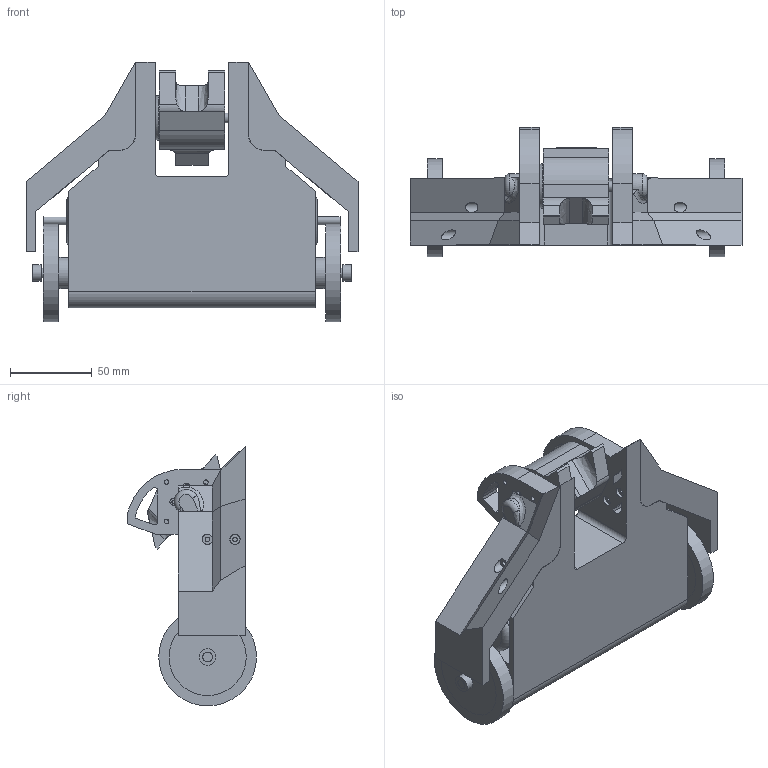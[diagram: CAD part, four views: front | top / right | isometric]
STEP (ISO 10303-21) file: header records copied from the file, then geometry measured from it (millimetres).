
FILE_DESCRIPTION(/* description */ (''),/* implementation_level */ '2;1');
FILE_NAME(/* name */ 'Prottipo Plano A Loc. Tangenciado 2026.step',/* time_stamp */ '2026-02-18T14:08:25-03:00',/* author */ (''),/* organization */ (''),/* preprocessor_version */ 'ST-DEVELOPER v20.1',/* originating_system */ 'Autodesk Translation Framework v14.24.0.0',/* authorisation */ '');
FILE_SCHEMA (('AUTOMOTIVE_DESIGN { 1 0 10303 214 3 1 1 }'));
Length unit declared in the file: millimetre
Products named in the file (17): Prototipo 2; Surpass Hobby BAT 1700Kv; Tattu Funfly 4s 1500mah; FunFly 4S 1550mah; hubmotor prt.2; SURPASS HOBBY 2212 C2830 850KV_ASSY-01; SURPASS HOBBY 2212 C2830 850KV_BRKT-01; SURPASS HOBBY 2212 C2830 850KV_BODY; SURPASS HOBBY 2212 C2830 850KV; eixo retificado; Roda para loc. Tangenciada; ROLAMENTO 626; Surpass Hobby BAT 1700Kv v4(Espelhar) (1); Roda para loc. Tangenciada v12(Espelhar); ROLAMENTO 626 v1(Espelhar); Porca parafuso M6; Porca parafuso M6 v1(Espelhar)
Assembly tree (20 placements, depth 4):
  Prototipo 2
    Surpass Hobby BAT 1700Kv
    Tattu Funfly 4s 1500mah
      FunFly 4S 1550mah
    hubmotor prt.2
      SURPASS HOBBY 2212 C2830 850KV_ASSY-01
        SURPASS HOBBY 2212 C2830 850KV_BRKT-01
        SURPASS HOBBY 2212 C2830 850KV_BODY
        SURPASS HOBBY 2212 C2830 850KV
      ROLAMENTO 626  x2
      eixo retificado
    Roda para loc. Tangenciada
      ROLAMENTO 626  x2
    Surpass Hobby BAT 1700Kv v4(Espelhar) (1)
    Roda para loc. Tangenciada v12(Espelhar)
      ROLAMENTO 626 v1(Espelhar)  x2
    Porca parafuso M6
    Porca parafuso M6 v1(Espelhar)
Bounding box: 203.2 x 79 x 158.98 mm (x, y, z)
Volume: 523522 mm3; surface area: 195190.8 mm2
Topology: 27 solids, 27 shells, 652 faces, 1671 edges, 1075 vertices
Faces by surface type: plane 302, cylinder 284, cone 36, bspline 12, sphere 10, torus 8
Full cylindrical faces by diameter (mm): 1.567 x4, 1.85 x4, 2.459 x4, 2.8 x26, 2.85 x10, 3 x14, 3.2 x8, 4 x4, 5 x4, 6 x14, 6.2 x6, 6.4 x2, 6.5 x2, 9 x2, 10 x7, 10.607 x2, 18.4 x1, 18.5 x2, 19 x6, 23.4 x1, 23.8 x1, 24.4 x2, 27 x1, 27.8 x2, 32.5 x2, 32.9 x2, 47.25 x8, 59.85 x2
Entity records: 21190 total; most frequent: CARTESIAN_POINT 4437, DIRECTION 3548, ORIENTED_EDGE 3276, EDGE_CURVE 1638, AXIS2_PLACEMENT_3D 1343, VERTEX_POINT 1059, LINE 862, VECTOR 862
